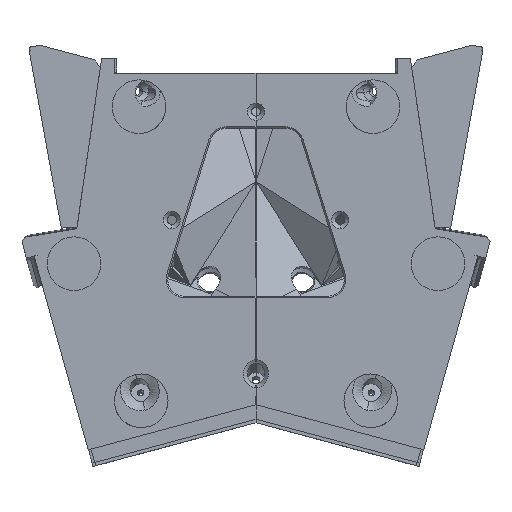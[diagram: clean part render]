
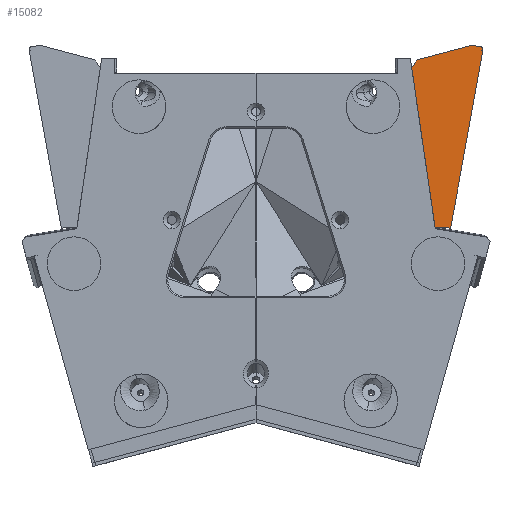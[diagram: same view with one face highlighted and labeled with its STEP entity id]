
A CAD part, front view. The second image highlights one B-rep face of the part: STEP entity #15082.
In plain terms, the highlighted planar face has unit normal (0, -1, 0).
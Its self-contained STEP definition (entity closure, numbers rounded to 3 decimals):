
#104 = VECTOR ( 'NONE', #37478, 1000. ) ;
#511 = DIRECTION ( 'NONE',  ( -0.967, 0., -0.254 ) ) ;
#548 = ORIENTED_EDGE ( 'NONE', *, *, #15993, .F. ) ;
#794 = VERTEX_POINT ( 'NONE', #22217 ) ;
#841 = VECTOR ( 'NONE', #12565, 1000. ) ;
#1468 = AXIS2_PLACEMENT_3D ( 'NONE', #40932, #30272, #23581 ) ;
#2424 = EDGE_CURVE ( 'NONE', #17745, #3100, #35539, .T. ) ;
#2434 = CARTESIAN_POINT ( 'NONE',  ( 37.219, -0.95, -6.326 ) ) ;
#3100 = VERTEX_POINT ( 'NONE', #23893 ) ;
#4124 = VERTEX_POINT ( 'NONE', #37411 ) ;
#4535 = ORIENTED_EDGE ( 'NONE', *, *, #17543, .F. ) ;
#4991 = LINE ( 'NONE', #16112, #36492 ) ;
#5012 = CARTESIAN_POINT ( 'NONE',  ( -18.067, -0.95, 69.53 ) ) ;
#5248 = CARTESIAN_POINT ( 'NONE',  ( 46.392, -0.95, 44.215 ) ) ;
#5442 = CARTESIAN_POINT ( 'NONE',  ( -2.86, -0.95, 96.732 ) ) ;
#5521 = EDGE_CURVE ( 'NONE', #794, #25723, #21383, .T. ) ;
#5566 = ORIENTED_EDGE ( 'NONE', *, *, #5521, .F. ) ;
#6839 = VECTOR ( 'NONE', #16778, 1000. ) ;
#7309 = FACE_OUTER_BOUND ( 'NONE', #29891, .T. ) ;
#7795 = CARTESIAN_POINT ( 'NONE',  ( 42.733, -0.95, 44.471 ) ) ;
#8055 = EDGE_CURVE ( 'NONE', #31480, #17575, #17881, .T. ) ;
#8177 = VERTEX_POINT ( 'NONE', #25024 ) ;
#9379 = LINE ( 'NONE', #43464, #41059 ) ;
#9402 = ORIENTED_EDGE ( 'NONE', *, *, #29882, .F. ) ;
#9924 = EDGE_CURVE ( 'NONE', #41807, #31480, #19362, .T. ) ;
#12409 = ORIENTED_EDGE ( 'NONE', *, *, #26991, .F. ) ;
#12565 = DIRECTION ( 'NONE',  ( 0.987, 0., -0.163 ) ) ;
#13821 = LINE ( 'NONE', #7795, #41666 ) ;
#15082 = ADVANCED_FACE ( 'NONE', ( #7309 ), #17530, .T. ) ;
#15120 = VECTOR ( 'NONE', #15265, 1000. ) ;
#15265 = DIRECTION ( 'NONE',  ( 0.967, 0., 0.254 ) ) ;
#15993 = EDGE_CURVE ( 'NONE', #8177, #17575, #20330, .T. ) ;
#16112 = CARTESIAN_POINT ( 'NONE',  ( 46.505, -0.95, 44.244 ) ) ;
#16206 = EDGE_CURVE ( 'NONE', #17745, #4124, #9379, .T. ) ;
#16778 = DIRECTION ( 'NONE',  ( -0.145, 0., 0.989 ) ) ;
#17530 = PLANE ( 'NONE',  #1468 ) ;
#17543 = EDGE_CURVE ( 'NONE', #25723, #4124, #19066, .T. ) ;
#17575 = VERTEX_POINT ( 'NONE', #28911 ) ;
#17745 = VERTEX_POINT ( 'NONE', #20621 ) ;
#17881 = LINE ( 'NONE', #38134, #24713 ) ;
#19066 = LINE ( 'NONE', #39130, #25454 ) ;
#19362 = LINE ( 'NONE', #2434, #43304 ) ;
#20330 = LINE ( 'NONE', #27267, #104 ) ;
#20621 = CARTESIAN_POINT ( 'NONE',  ( 38.403, -0.95, 84.344 ) ) ;
#20946 = DIRECTION ( 'NONE',  ( 0.998, 0., -0.07 ) ) ;
#21057 = VECTOR ( 'NONE', #37813, 1000. ) ;
#21383 = LINE ( 'NONE', #24733, #6839 ) ;
#22217 = CARTESIAN_POINT ( 'NONE',  ( 42.667, -0.95, 44.475 ) ) ;
#22673 = EDGE_CURVE ( 'NONE', #26802, #41807, #4991, .T. ) ;
#22960 = ORIENTED_EDGE ( 'NONE', *, *, #9924, .T. ) ;
#23581 = DIRECTION ( 'NONE',  ( 0., 0., -1. ) ) ;
#23893 = CARTESIAN_POINT ( 'NONE',  ( 51.491, -0.95, 87.777 ) ) ;
#24059 = CARTESIAN_POINT ( 'NONE',  ( 46.391, -0.95, 44.214 ) ) ;
#24681 = LINE ( 'NONE', #30725, #21057 ) ;
#24713 = VECTOR ( 'NONE', #511, 1000. ) ;
#24733 = CARTESIAN_POINT ( 'NONE',  ( 37.106, -0.95, 82.462 ) ) ;
#25024 = CARTESIAN_POINT ( 'NONE',  ( 53.91, -0.95, 87.379 ) ) ;
#25454 = VECTOR ( 'NONE', #28478, 1000. ) ;
#25723 = VERTEX_POINT ( 'NONE', #40240 ) ;
#25953 = LINE ( 'NONE', #5442, #841 ) ;
#26802 = VERTEX_POINT ( 'NONE', #24059 ) ;
#26991 = EDGE_CURVE ( 'NONE', #3100, #8177, #25953, .T. ) ;
#27267 = CARTESIAN_POINT ( 'NONE',  ( 59.958, -0.95, 46.059 ) ) ;
#28478 = DIRECTION ( 'NONE',  ( 0.963, 0., 0.268 ) ) ;
#28911 = CARTESIAN_POINT ( 'NONE',  ( 54.034, -0.95, 86.529 ) ) ;
#29578 = EDGE_CURVE ( 'NONE', #39758, #26802, #13821, .T. ) ;
#29882 = EDGE_CURVE ( 'NONE', #39758, #794, #24681, .T. ) ;
#29891 = EDGE_LOOP ( 'NONE', ( #37906, #35005, #22960, #37256, #548, #12409, #42633, #40621, #4535, #5566, #9402 ) ) ;
#30272 = DIRECTION ( 'NONE',  ( 0., -1., 0. ) ) ;
#30725 = CARTESIAN_POINT ( 'NONE',  ( 42.667, -0.95, 44.475 ) ) ;
#31480 = VERTEX_POINT ( 'NONE', #32743 ) ;
#32743 = CARTESIAN_POINT ( 'NONE',  ( 54.073, -0.95, 86.539 ) ) ;
#33202 = DIRECTION ( 'NONE',  ( -0.552, 0., -0.834 ) ) ;
#34884 = CARTESIAN_POINT ( 'NONE',  ( 42.733, -0.95, 44.471 ) ) ;
#35005 = ORIENTED_EDGE ( 'NONE', *, *, #22673, .T. ) ;
#35539 = LINE ( 'NONE', #5012, #15120 ) ;
#36492 = VECTOR ( 'NONE', #42217, 1000. ) ;
#37256 = ORIENTED_EDGE ( 'NONE', *, *, #8055, .T. ) ;
#37411 = CARTESIAN_POINT ( 'NONE',  ( 37.169, -0.95, 82.479 ) ) ;
#37478 = DIRECTION ( 'NONE',  ( 0.145, 0., -0.989 ) ) ;
#37813 = DIRECTION ( 'NONE',  ( -0.998, 0., 0.059 ) ) ;
#37906 = ORIENTED_EDGE ( 'NONE', *, *, #29578, .T. ) ;
#38134 = CARTESIAN_POINT ( 'NONE',  ( 53.314, -0.95, 86.34 ) ) ;
#39130 = CARTESIAN_POINT ( 'NONE',  ( 37.169, -0.95, 82.479 ) ) ;
#39758 = VERTEX_POINT ( 'NONE', #34884 ) ;
#40240 = CARTESIAN_POINT ( 'NONE',  ( 37.106, -0.95, 82.462 ) ) ;
#40621 = ORIENTED_EDGE ( 'NONE', *, *, #16206, .T. ) ;
#40932 = CARTESIAN_POINT ( 'NONE',  ( 0., -0.95, 0. ) ) ;
#41059 = VECTOR ( 'NONE', #33202, 1000. ) ;
#41666 = VECTOR ( 'NONE', #20946, 1000. ) ;
#41807 = VERTEX_POINT ( 'NONE', #5248 ) ;
#42217 = DIRECTION ( 'NONE',  ( 0.967, 0., 0.254 ) ) ;
#42633 = ORIENTED_EDGE ( 'NONE', *, *, #2424, .F. ) ;
#43200 = DIRECTION ( 'NONE',  ( 0.179, 0., 0.984 ) ) ;
#43304 = VECTOR ( 'NONE', #43200, 1000. ) ;
#43464 = CARTESIAN_POINT ( 'NONE',  ( 37.169, -0.95, 82.479 ) ) ;
